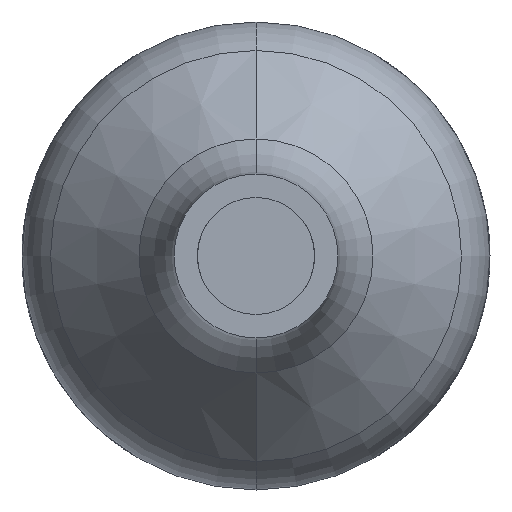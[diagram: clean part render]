
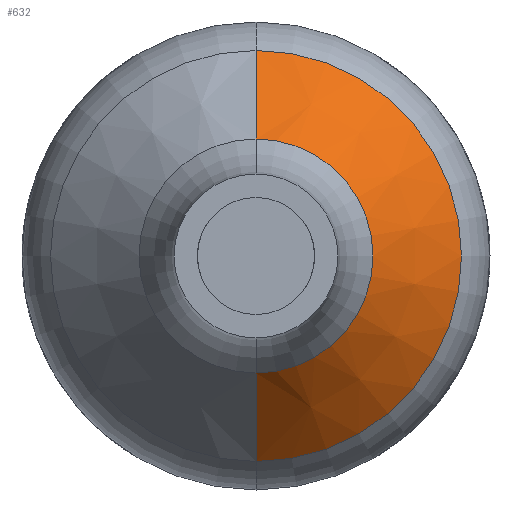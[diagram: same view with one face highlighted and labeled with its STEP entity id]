
A CAD part, front view. The second image highlights one B-rep face of the part: STEP entity #632.
In plain terms, the highlighted conical face has half-angle 40.827 degrees and reference radius 10 mm.
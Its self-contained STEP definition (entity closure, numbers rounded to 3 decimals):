
#33 = EDGE_CURVE ( 'NONE', #674, #476, #1299, .T. ) ;
#103 = EDGE_CURVE ( 'NONE', #910, #1234, #1372, .T. ) ;
#107 = VECTOR ( 'NONE', #976, 1000. ) ;
#108 = CARTESIAN_POINT ( 'NONE',  ( 0., 46.509, 0. ) ) ;
#116 = DIRECTION ( 'NONE',  ( 0., 1., 0. ) ) ;
#169 = AXIS2_PLACEMENT_3D ( 'NONE', #1286, #509, #1406 ) ;
#189 = LINE ( 'NONE', #1245, #689 ) ;
#202 = CARTESIAN_POINT ( 'NONE',  ( 0., 55.266, 0. ) ) ;
#215 = EDGE_LOOP ( 'NONE', ( #378, #274, #520, #612 ) ) ;
#228 = FACE_OUTER_BOUND ( 'NONE', #215, .T. ) ;
#231 = AXIS2_PLACEMENT_3D ( 'NONE', #108, #116, #884 ) ;
#274 = ORIENTED_EDGE ( 'NONE', *, *, #1028, .T. ) ;
#330 = CARTESIAN_POINT ( 'NONE',  ( 0., 46.509, -10. ) ) ;
#361 = DIRECTION ( 'NONE',  ( 0., 0.757, 0.654 ) ) ;
#378 = ORIENTED_EDGE ( 'NONE', *, *, #33, .F. ) ;
#382 = CARTESIAN_POINT ( 'NONE',  ( 0., 55.266, -17.567 ) ) ;
#383 = CARTESIAN_POINT ( 'NONE',  ( 0., 46.509, 10. ) ) ;
#437 = DIRECTION ( 'NONE',  ( 0., -1., 0. ) ) ;
#453 = CARTESIAN_POINT ( 'NONE',  ( 0., 46.509, -10. ) ) ;
#476 = VERTEX_POINT ( 'NONE', #383 ) ;
#509 = DIRECTION ( 'NONE',  ( 0., -1., 0. ) ) ;
#520 = ORIENTED_EDGE ( 'NONE', *, *, #103, .T. ) ;
#612 = ORIENTED_EDGE ( 'NONE', *, *, #694, .F. ) ;
#632 = ADVANCED_FACE ( 'NONE', ( #228 ), #1335, .T. ) ;
#640 = CARTESIAN_POINT ( 'NONE',  ( 0., 55.266, 17.567 ) ) ;
#674 = VERTEX_POINT ( 'NONE', #453 ) ;
#685 = AXIS2_PLACEMENT_3D ( 'NONE', #202, #437, #1202 ) ;
#689 = VECTOR ( 'NONE', #361, 1000. ) ;
#694 = EDGE_CURVE ( 'NONE', #476, #1234, #189, .T. ) ;
#884 = DIRECTION ( 'NONE',  ( 0., 0., 1. ) ) ;
#910 = VERTEX_POINT ( 'NONE', #382 ) ;
#976 = DIRECTION ( 'NONE',  ( 0., 0.757, -0.654 ) ) ;
#1017 = LINE ( 'NONE', #330, #107 ) ;
#1028 = EDGE_CURVE ( 'NONE', #674, #910, #1017, .T. ) ;
#1202 = DIRECTION ( 'NONE',  ( 0., 0., -1. ) ) ;
#1234 = VERTEX_POINT ( 'NONE', #640 ) ;
#1245 = CARTESIAN_POINT ( 'NONE',  ( 0., 46.509, 10. ) ) ;
#1286 = CARTESIAN_POINT ( 'NONE',  ( 0., 46.509, 0. ) ) ;
#1299 = CIRCLE ( 'NONE', #169, 10. ) ;
#1335 = CONICAL_SURFACE ( 'NONE', #231, 10., 0.713 ) ;
#1372 = CIRCLE ( 'NONE', #685, 17.567 ) ;
#1406 = DIRECTION ( 'NONE',  ( 0., 0., -1. ) ) ;
